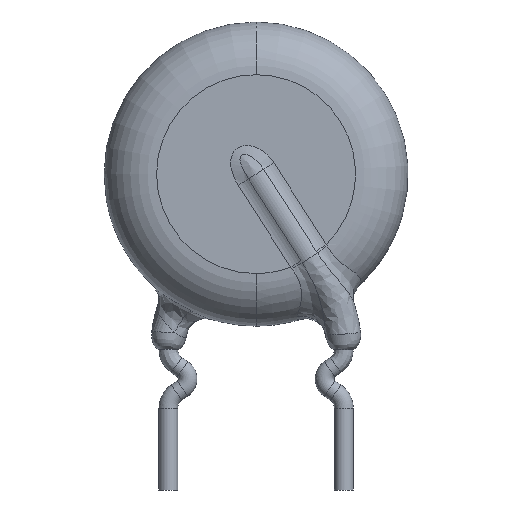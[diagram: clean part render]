
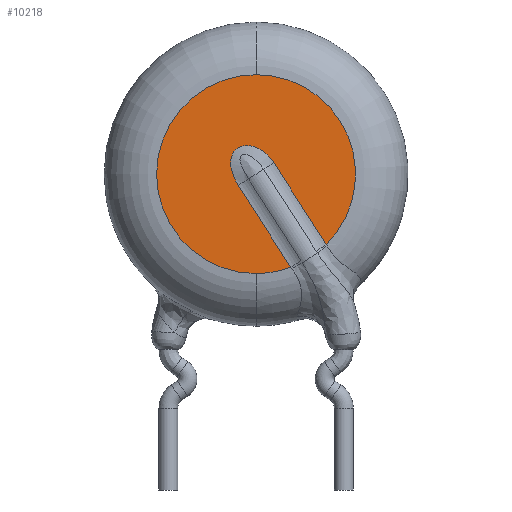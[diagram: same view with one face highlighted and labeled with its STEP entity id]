
A CAD part, front view. The second image highlights one B-rep face of the part: STEP entity #10218.
In plain terms, the highlighted planar face has unit normal (0, -1, 0).
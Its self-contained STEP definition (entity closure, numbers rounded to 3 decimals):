
#338 = VERTEX_POINT ( 'NONE', #7801 ) ;
#423 = EDGE_LOOP ( 'NONE', ( #14122, #13462, #12773, #1874, #10875, #2179 ) ) ;
#861 = CARTESIAN_POINT ( 'NONE',  ( -0.84, -2.25, 7.14 ) ) ;
#957 = CARTESIAN_POINT ( 'NONE',  ( 0.759, -2.25, 7.986 ) ) ;
#1680 = EDGE_CURVE ( 'NONE', #14960, #4302, #8241, .T. ) ;
#1874 = ORIENTED_EDGE ( 'NONE', *, *, #2266, .T. ) ;
#2179 = ORIENTED_EDGE ( 'NONE', *, *, #1680, .F. ) ;
#2266 = EDGE_CURVE ( 'NONE', #17042, #15202, #5655, .T. ) ;
#2376 = FACE_OUTER_BOUND ( 'NONE', #423, .T. ) ;
#2407 = CARTESIAN_POINT ( 'NONE',  ( -1.061, -2.25, 7.695 ) ) ;
#3056 = DIRECTION ( 'NONE',  ( 0., 0., 1. ) ) ;
#3102 = CARTESIAN_POINT ( 'NONE',  ( 0., -2.25, 7.5 ) ) ;
#3575 = CARTESIAN_POINT ( 'NONE',  ( -0.024, -2.25, 8.656 ) ) ;
#3706 = AXIS2_PLACEMENT_3D ( 'NONE', #3102, #11282, #4438 ) ;
#3730 = DIRECTION ( 'NONE',  ( 0., 1., 0. ) ) ;
#3755 = CARTESIAN_POINT ( 'NONE',  ( -0.909, -2.25, 7.272 ) ) ;
#3840 = CARTESIAN_POINT ( 'NONE',  ( 0., -2.25, 3.25 ) ) ;
#4302 = VERTEX_POINT ( 'NONE', #14148 ) ;
#4324 = EDGE_CURVE ( 'NONE', #338, #14960, #9179, .T. ) ;
#4438 = DIRECTION ( 'NONE',  ( 0., 0., 1. ) ) ;
#4926 = CARTESIAN_POINT ( 'NONE',  ( -0.168, -2.25, 8.703 ) ) ;
#5459 = AXIS2_PLACEMENT_3D ( 'NONE', #10564, #3730, #13153 ) ;
#5655 = LINE ( 'NONE', #17484, #15153 ) ;
#5856 = EDGE_CURVE ( 'NONE', #8932, #17042, #9432, .T. ) ;
#6038 = DIRECTION ( 'NONE',  ( 0., 0., 1. ) ) ;
#6040 = DIRECTION ( 'NONE',  ( -0.539, 0., 0.842 ) ) ;
#6138 = CARTESIAN_POINT ( 'NONE',  ( -1.086, -2.25, 8.147 ) ) ;
#6294 = PLANE ( 'NONE',  #5459 ) ;
#6321 = CARTESIAN_POINT ( 'NONE',  ( 0.583, -2.25, 8.228 ) ) ;
#6511 = CARTESIAN_POINT ( 'NONE',  ( -1.094, -2.25, 7.993 ) ) ;
#7569 = CARTESIAN_POINT ( 'NONE',  ( -0.617, -2.25, 8.691 ) ) ;
#7664 = CARTESIAN_POINT ( 'NONE',  ( 0.243, -2.25, 8.521 ) ) ;
#7801 = CARTESIAN_POINT ( 'NONE',  ( 1.481, -2.25, 3.516 ) ) ;
#8241 = CIRCLE ( 'NONE', #3706, 4.25 ) ;
#8626 = AXIS2_PLACEMENT_3D ( 'NONE', #9807, #15222, #3056 ) ;
#8710 = CARTESIAN_POINT ( 'NONE',  ( -0.759, -2.25, 7.014 ) ) ;
#8909 = CARTESIAN_POINT ( 'NONE',  ( -0.886, -2.25, 8.554 ) ) ;
#8932 = VERTEX_POINT ( 'NONE', #11845 ) ;
#8995 = CARTESIAN_POINT ( 'NONE',  ( 0.364, -2.25, 8.433 ) ) ;
#9175 = CARTESIAN_POINT ( 'NONE',  ( -0.759, -2.25, 7.014 ) ) ;
#9179 = CIRCLE ( 'NONE', #9466, 4.25 ) ;
#9432 = B_SPLINE_CURVE_WITH_KNOTS ( 'NONE', 3,
 ( #9175, #861, #3755, #14615, #2407, #6511, #6138, #11589, #8909, #14345, #7569, #11686, #17077, #4926, #3575, #7664, #8995, #6321, #11771, #957 ),
 .UNSPECIFIED., .F., .F.,
 ( 4, 2, 2, 2, 2, 2, 2, 2, 2, 4 ),
 ( 0., 0., 0.001, 0.001, 0.002, 0.002, 0.002, 0.003, 0.003, 0.004 ),
 .UNSPECIFIED. ) ;
#9466 = AXIS2_PLACEMENT_3D ( 'NONE', #13889, #11128, #6038 ) ;
#9679 = CARTESIAN_POINT ( 'NONE',  ( 2.999, -2.25, 4.489 ) ) ;
#9807 = CARTESIAN_POINT ( 'NONE',  ( 0., -2.25, 7.5 ) ) ;
#10218 = ADVANCED_FACE ( 'NONE', ( #2376 ), #6294, .F. ) ;
#10564 = CARTESIAN_POINT ( 'NONE',  ( 0., -2.25, 7.5 ) ) ;
#10875 = ORIENTED_EDGE ( 'NONE', *, *, #14834, .F. ) ;
#11128 = DIRECTION ( 'NONE',  ( 0., 1., 0. ) ) ;
#11282 = DIRECTION ( 'NONE',  ( 0., 1., 0. ) ) ;
#11476 = CIRCLE ( 'NONE', #8626, 4.25 ) ;
#11589 = CARTESIAN_POINT ( 'NONE',  ( -0.984, -2.25, 8.43 ) ) ;
#11686 = CARTESIAN_POINT ( 'NONE',  ( -0.469, -2.25, 8.719 ) ) ;
#11771 = CARTESIAN_POINT ( 'NONE',  ( 0.678, -2.25, 8.113 ) ) ;
#11845 = CARTESIAN_POINT ( 'NONE',  ( -0.759, -2.25, 7.014 ) ) ;
#12194 = VECTOR ( 'NONE', #6040, 1000. ) ;
#12773 = ORIENTED_EDGE ( 'NONE', *, *, #5856, .T. ) ;
#12888 = LINE ( 'NONE', #8710, #12194 ) ;
#13153 = DIRECTION ( 'NONE',  ( 0., 0., 1. ) ) ;
#13462 = ORIENTED_EDGE ( 'NONE', *, *, #13838, .T. ) ;
#13778 = DIRECTION ( 'NONE',  ( 0.539, 0., -0.842 ) ) ;
#13838 = EDGE_CURVE ( 'NONE', #338, #8932, #12888, .T. ) ;
#13889 = CARTESIAN_POINT ( 'NONE',  ( 0., -2.25, 7.5 ) ) ;
#14122 = ORIENTED_EDGE ( 'NONE', *, *, #4324, .F. ) ;
#14148 = CARTESIAN_POINT ( 'NONE',  ( 0., -2.25, 11.75 ) ) ;
#14345 = CARTESIAN_POINT ( 'NONE',  ( -0.689, -2.25, 8.666 ) ) ;
#14615 = CARTESIAN_POINT ( 'NONE',  ( -1.019, -2.25, 7.549 ) ) ;
#14834 = EDGE_CURVE ( 'NONE', #4302, #15202, #11476, .T. ) ;
#14960 = VERTEX_POINT ( 'NONE', #3840 ) ;
#15153 = VECTOR ( 'NONE', #13778, 1000. ) ;
#15202 = VERTEX_POINT ( 'NONE', #9679 ) ;
#15222 = DIRECTION ( 'NONE',  ( 0., 1., 0. ) ) ;
#17042 = VERTEX_POINT ( 'NONE', #17612 ) ;
#17077 = CARTESIAN_POINT ( 'NONE',  ( -0.394, -2.25, 8.722 ) ) ;
#17484 = CARTESIAN_POINT ( 'NONE',  ( 0.759, -2.25, 7.986 ) ) ;
#17612 = CARTESIAN_POINT ( 'NONE',  ( 0.759, -2.25, 7.986 ) ) ;
